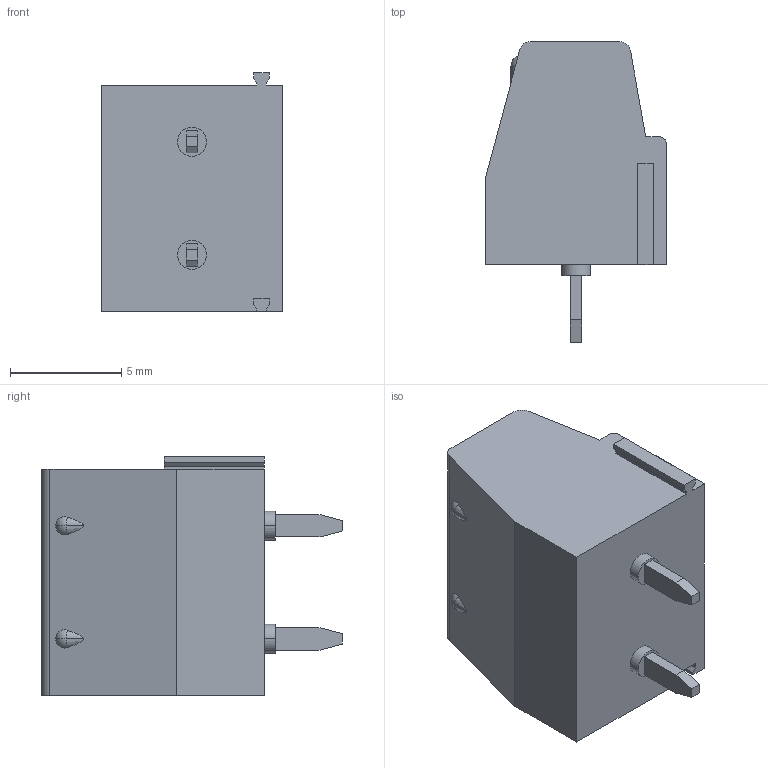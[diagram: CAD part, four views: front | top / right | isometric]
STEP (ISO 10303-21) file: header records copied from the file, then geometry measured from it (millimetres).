
FILE_DESCRIPTION(('STEP AP242'),'1');
FILE_NAME('1985865.stp','2021-04-15T13:01:14',('TraceParts'),('TraceParts S.A.'),'Spatial InterOp 3D',' ',' ');
FILE_SCHEMA(('AP242_MANAGED_MODEL_BASED_3D_ENGINEERING_MIM_LF {1 0 10303 442 1 1 4}'));
Length unit declared in the file: millimetre
Products named in the file (1): 1985865
Bounding box: 8.1 x 13.5 x 10.73 mm (x, y, z)
Volume: 655.3 mm3; surface area: 650.2 mm2
Topology: 1 solids, 1 shells, 137 faces, 347 edges, 228 vertices
Faces by surface type: plane 90, cylinder 39, cone 4, sphere 4
Entity records: 5541 total; most frequent: CARTESIAN_POINT 1025, DIRECTION 715, ORIENTED_EDGE 694, EDGE_CURVE 347, LINE 247, VECTOR 247, AXIS2_PLACEMENT_3D 234, VERTEX_POINT 228
